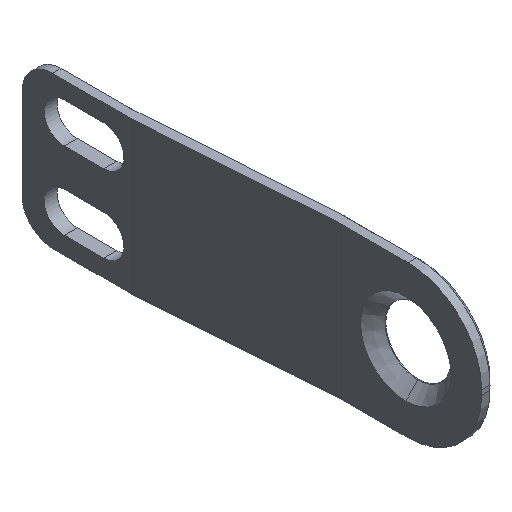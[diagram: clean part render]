
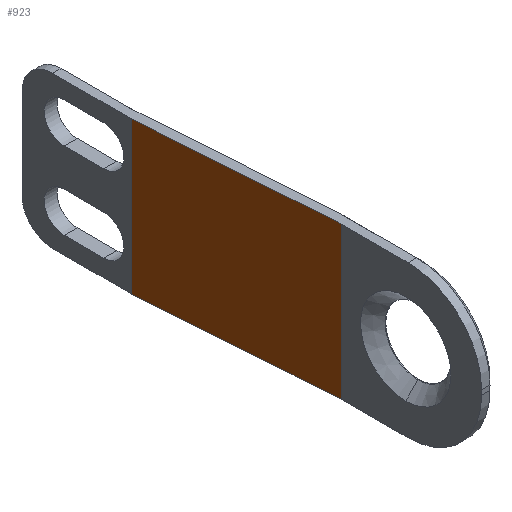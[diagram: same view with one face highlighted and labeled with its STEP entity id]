
A CAD part, isometric view. The second image highlights one B-rep face of the part: STEP entity #923.
In plain terms, the highlighted planar face has unit normal (-0.998, -0.07, 0).
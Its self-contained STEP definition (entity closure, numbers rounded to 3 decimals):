
#24=DIRECTION('',(0.07,-0.998,0.));
#25=VECTOR('',#24,12.811);
#26=CARTESIAN_POINT('',(-1.749,16.997,-4.95));
#27=LINE('',#26,#25);
#157=DIRECTION('',(0.,0.,-1.));
#158=VECTOR('',#157,9.9);
#159=CARTESIAN_POINT('',(-1.749,16.997,4.95));
#160=LINE('',#159,#158);
#161=DIRECTION('',(0.,0.,1.));
#162=VECTOR('',#161,9.9);
#163=CARTESIAN_POINT('',(-0.851,4.218,-4.95));
#164=LINE('',#163,#162);
#324=DIRECTION('',(0.07,-0.998,0.));
#325=VECTOR('',#324,12.811);
#326=CARTESIAN_POINT('',(-1.749,16.997,4.95));
#327=LINE('',#326,#325);
#584=CARTESIAN_POINT('',(-0.851,4.218,-4.95));
#585=CARTESIAN_POINT('',(-0.851,4.218,4.95));
#586=VERTEX_POINT('',#584);
#587=VERTEX_POINT('',#585);
#592=CARTESIAN_POINT('',(-1.749,16.997,4.95));
#593=CARTESIAN_POINT('',(-1.749,16.997,-4.95));
#594=VERTEX_POINT('',#592);
#595=VERTEX_POINT('',#593);
#910=CARTESIAN_POINT('',(-1.75,17.007,-4.95));
#911=DIRECTION('',(-0.998,-0.07,0.));
#912=DIRECTION('',(0.07,-0.998,0.));
#913=AXIS2_PLACEMENT_3D('',#910,#911,#912);
#914=PLANE('',#913);
#916=ORIENTED_EDGE('',*,*,#915,.F.);
#918=ORIENTED_EDGE('',*,*,#917,.T.);
#919=ORIENTED_EDGE('',*,*,#901,.F.);
#920=ORIENTED_EDGE('',*,*,#720,.F.);
#921=EDGE_LOOP('',(#916,#918,#919,#920));
#922=FACE_OUTER_BOUND('',#921,.F.);
#923=ADVANCED_FACE('',(#922),#914,.T.);
#720=EDGE_CURVE('',#595,#586,#27,.T.);
#901=EDGE_CURVE('',#586,#587,#164,.T.);
#915=EDGE_CURVE('',#594,#595,#160,.T.);
#917=EDGE_CURVE('',#594,#587,#327,.T.);
